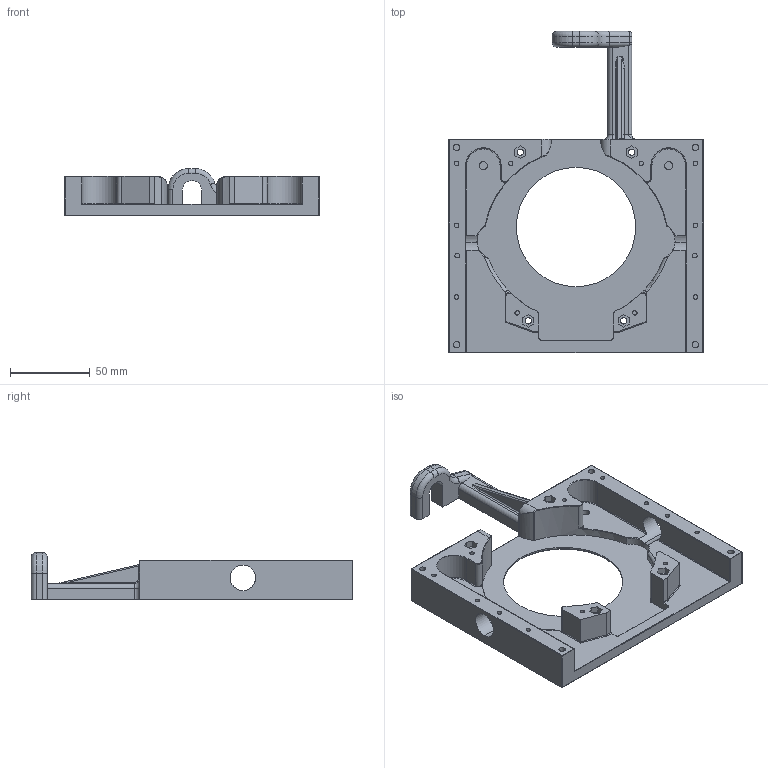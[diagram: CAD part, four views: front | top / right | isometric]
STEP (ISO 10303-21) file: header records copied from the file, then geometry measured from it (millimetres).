
FILE_DESCRIPTION (( 'STEP AP203' ), '1' );
FILE_NAME ('W0003510-001-IMASONIC-R65-81 Tranducer front plate.STEP', '2024-05-27T12:23:12', ( '' ), ( '' ), 'SwSTEP 2.0', 'SolidWorks 2024', '' );
FILE_SCHEMA (( 'CONFIG_CONTROL_DESIGN' ));
Length unit declared in the file: millimetre
Products named in the file (1): W0003510-001-IMASONIC-R65-81 Tranducer front plate
Bounding box: 160 x 202 x 29.5 mm (x, y, z)
Volume: 183516.4 mm3; surface area: 68101.1 mm2
Topology: 1 solids, 1 shells, 307 faces, 760 edges, 458 vertices
Faces by surface type: cylinder 145, plane 90, torus 33, bspline 29, sphere 8, cone 2
Entity records: 11516 total; most frequent: CARTESIAN_POINT 4313, DIRECTION 1518, ORIENTED_EDGE 1484, EDGE_CURVE 742, AXIS2_PLACEMENT_3D 591, VERTEX_POINT 457, EDGE_LOOP 345, VECTOR 336
